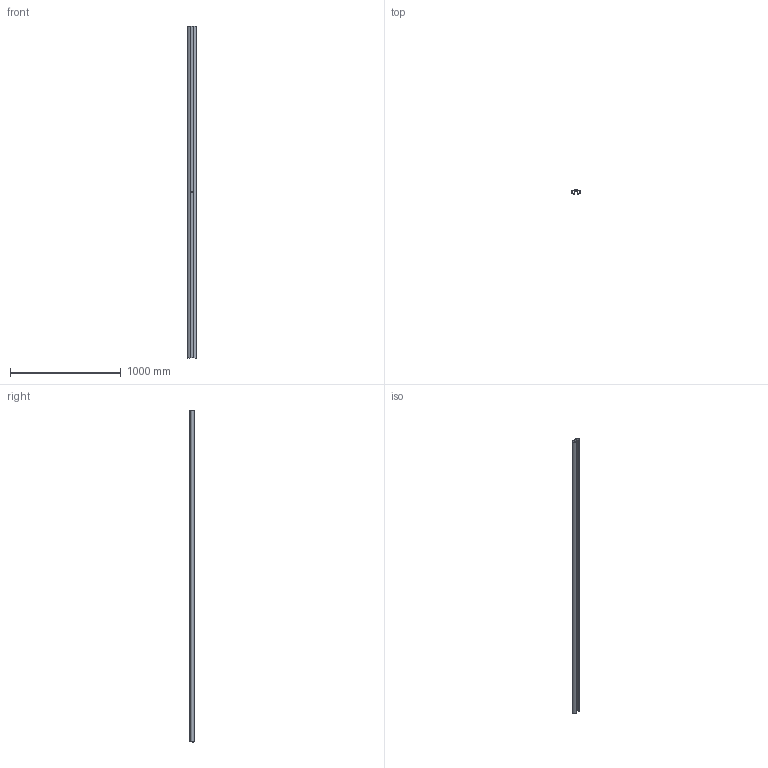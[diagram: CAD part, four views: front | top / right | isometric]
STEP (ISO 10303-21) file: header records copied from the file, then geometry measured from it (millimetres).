
FILE_DESCRIPTION (( 'STEP AP203' ), '1' );
FILE_NAME ('60332-2403M.step', '2022-06-27T14:25:09', ( '' ), ( '' ), 'SwSTEP 2.0', 'SolidWorks 2018', '' );
FILE_SCHEMA (( 'CONFIG_CONTROL_DESIGN' ));
Length unit declared in the file: millimetre
Products named in the file (1): 60332-2403M
Bounding box: 79.98 x 38.6 x 3000 mm (x, y, z)
Volume: 1095986.1 mm3; surface area: 1410444.5 mm2
Topology: 1 solids, 1 shells, 324 faces, 885 edges, 590 vertices
Faces by surface type: plane 165, bspline 151, cylinder 8
Entity records: 17713 total; most frequent: CARTESIAN_POINT 10447, ORIENTED_EDGE 1770, DIRECTION 947, EDGE_CURVE 885, VERTEX_POINT 590, LINE 567, VECTOR 567, EDGE_LOOP 353
